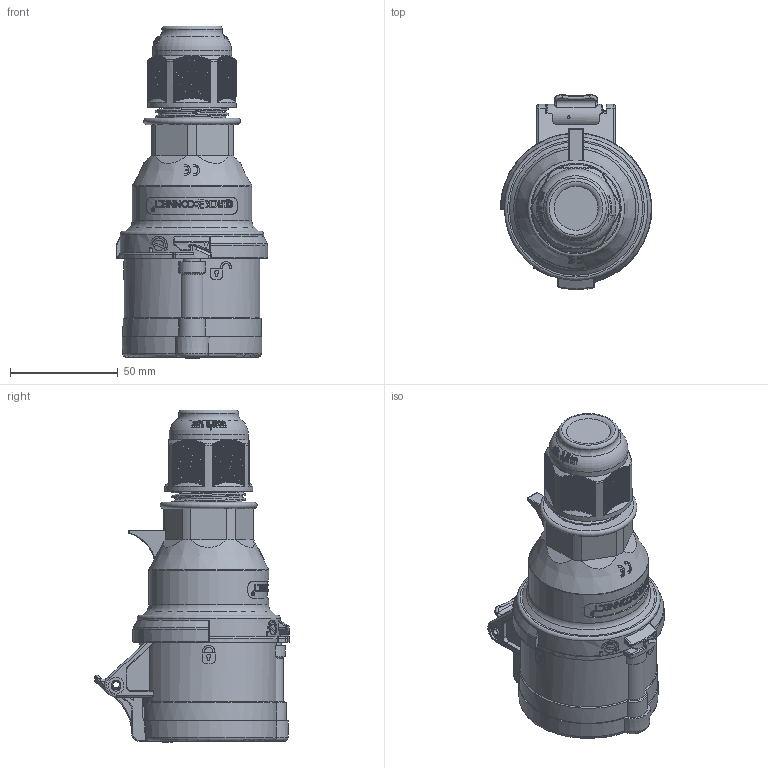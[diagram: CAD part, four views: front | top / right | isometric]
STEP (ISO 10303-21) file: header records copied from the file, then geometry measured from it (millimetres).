
FILE_DESCRIPTION(/* description */ (''),/* implementation_level */ '2;1');
FILE_NAME(/* name */ '3136.stp',/* time_stamp */ '2023-09-14T16:22:05+02:00',/* author */ ('massmann'),/* organization */ (''),/* preprocessor_version */ 'ST-DEVELOPER v17',/* originating_system */ 'Autodesk Inventor 2018',/* authorisation */ '');
FILE_SCHEMA (('AUTOMOTIVE_DESIGN { 1 0 10303 214 3 1 1 }'));
Length unit declared in the file: millimetre
Products named in the file (1): 3136
Bounding box: 70.36 x 90.53 x 154.26 mm (x, y, z)
Volume: 349133.1 mm3; surface area: 43298.2 mm2
Topology: 1 solids, 3 shells, 2595 faces, 7657 edges, 5064 vertices
Faces by surface type: bspline 1520, plane 716, cylinder 234, torus 76, cone 43, sphere 6
Full cylindrical faces by diameter (mm): 1.1 x2, 31.3 x3, 34.286 x1, 36.8 x1, 41 x1, 55.7 x1, 66.6 x1
Entity records: 119425 total; most frequent: CARTESIAN_POINT 60073, ORIENTED_EDGE 15282, EDGE_CURVE 7641, DIRECTION 6548, VERTEX_POINT 5064, B_SPLINE_CURVE_WITH_KNOTS 3360, LINE 2782, VECTOR 2782
